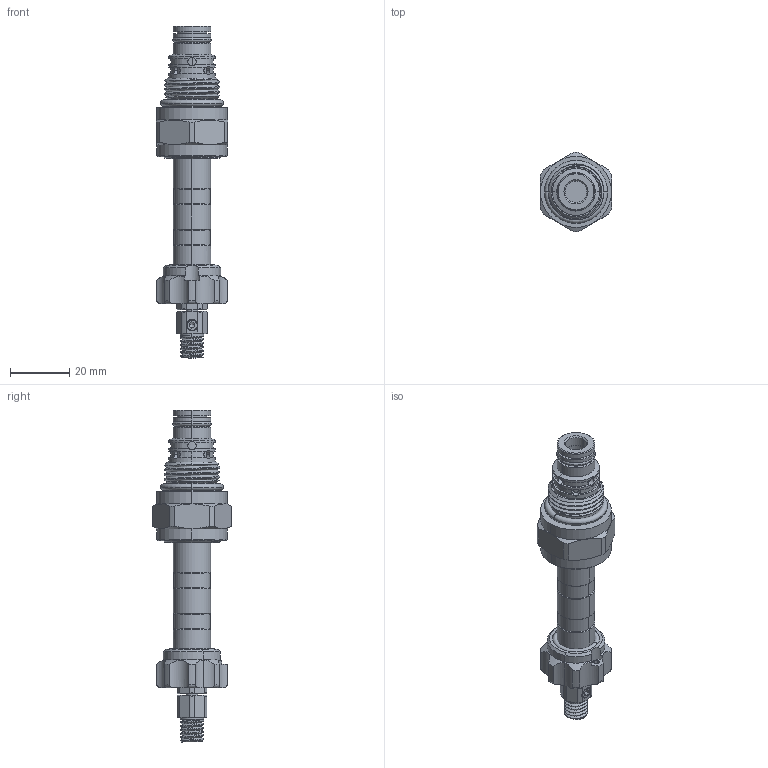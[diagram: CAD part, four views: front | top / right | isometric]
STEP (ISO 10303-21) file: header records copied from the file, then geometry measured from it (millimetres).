
FILE_DESCRIPTION (( 'STEP AP203' ), '1' );
FILE_NAME ('EP08W2A01L05.STEP', '2016-08-12T01:01:07', ( '' ), ( '' ), 'SwSTEP 2.0', 'SolidWorks 2012', '' );
FILE_SCHEMA (( 'CONFIG_CONTROL_DESIGN' ));
Length unit declared in the file: millimetre
Products named in the file (1): EP08W2A01L05
Bounding box: 24 x 26.66 x 111.87 mm (x, y, z)
Volume: 22553.9 mm3; surface area: 10084.5 mm2
Topology: 4 solids, 6 shells, 396 faces, 1010 edges, 641 vertices
Faces by surface type: cylinder 192, plane 77, cone 72, torus 30, bspline 25
Entity records: 28113 total; most frequent: CARTESIAN_POINT 19069, ORIENTED_EDGE 2016, DIRECTION 1753, EDGE_CURVE 1008, AXIS2_PLACEMENT_3D 727, VERTEX_POINT 641, EDGE_LOOP 423, FACE_OUTER_BOUND 396
